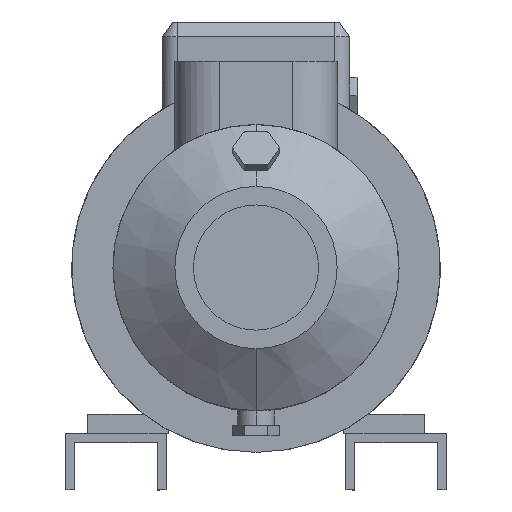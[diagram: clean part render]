
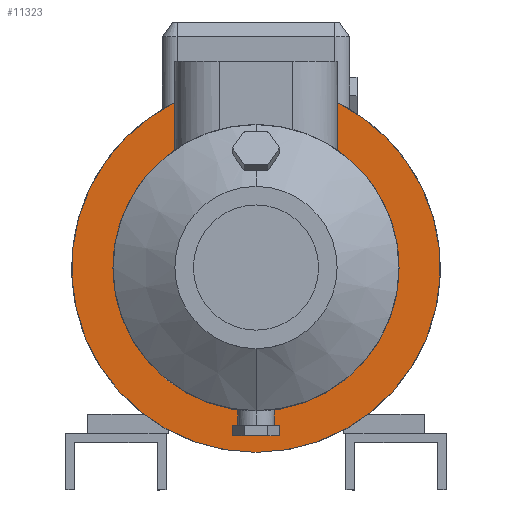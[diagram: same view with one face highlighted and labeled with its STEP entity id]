
A CAD part, top view. The second image highlights one B-rep face of the part: STEP entity #11323.
In plain terms, the highlighted planar face has unit normal (0, 0, 1).
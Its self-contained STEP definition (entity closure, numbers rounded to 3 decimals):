
#188 = VERTEX_POINT ( 'NONE', #3883 ) ;
#397 = VERTEX_POINT ( 'NONE', #5992 ) ;
#693 = CIRCLE ( 'NONE', #2207, 125. ) ;
#771 = AXIS2_PLACEMENT_3D ( 'NONE', #7722, #10461, #4899 ) ;
#864 = LINE ( 'NONE', #8056, #10707 ) ;
#1081 = CARTESIAN_POINT ( 'NONE',  ( 0., -97., -58. ) ) ;
#1245 = ORIENTED_EDGE ( 'NONE', *, *, #10933, .T. ) ;
#1920 = DIRECTION ( 'NONE',  ( 0., 0., -1. ) ) ;
#2097 = PLANE ( 'NONE',  #3143 ) ;
#2207 = AXIS2_PLACEMENT_3D ( 'NONE', #7954, #3507, #3393 ) ;
#2337 = DIRECTION ( 'NONE',  ( 0., 1., 0. ) ) ;
#3115 = AXIS2_PLACEMENT_3D ( 'NONE', #3182, #9587, #2337 ) ;
#3143 = AXIS2_PLACEMENT_3D ( 'NONE', #9408, #7022, #9711 ) ;
#3182 = CARTESIAN_POINT ( 'NONE',  ( 0., 0., -58. ) ) ;
#3256 = EDGE_CURVE ( 'NONE', #188, #6115, #3622, .T. ) ;
#3393 = DIRECTION ( 'NONE',  ( 0., 1., 0. ) ) ;
#3507 = DIRECTION ( 'NONE',  ( 0., 0., -1. ) ) ;
#3539 = EDGE_LOOP ( 'NONE', ( #8775, #11487, #11814, #3711, #1245, #9603 ) ) ;
#3622 = CIRCLE ( 'NONE', #10316, 97. ) ;
#3711 = ORIENTED_EDGE ( 'NONE', *, *, #8355, .T. ) ;
#3876 = CIRCLE ( 'NONE', #3115, 97. ) ;
#3883 = CARTESIAN_POINT ( 'NONE',  ( 55., 79.9, -58. ) ) ;
#4299 = CARTESIAN_POINT ( 'NONE',  ( 55., 112.25, -58. ) ) ;
#4899 = DIRECTION ( 'NONE',  ( 0., 1., 0. ) ) ;
#5062 = EDGE_CURVE ( 'NONE', #5225, #8037, #5931, .T. ) ;
#5225 = VERTEX_POINT ( 'NONE', #4299 ) ;
#5518 = CARTESIAN_POINT ( 'NONE',  ( 0., 0., -58. ) ) ;
#5716 = EDGE_CURVE ( 'NONE', #188, #5225, #864, .T. ) ;
#5931 = CIRCLE ( 'NONE', #771, 125. ) ;
#5992 = CARTESIAN_POINT ( 'NONE',  ( -55., 79.9, -58. ) ) ;
#6007 = CARTESIAN_POINT ( 'NONE',  ( -55., 112.25, -58. ) ) ;
#6115 = VERTEX_POINT ( 'NONE', #1081 ) ;
#6981 = DIRECTION ( 'NONE',  ( 0., 1., 0. ) ) ;
#7022 = DIRECTION ( 'NONE',  ( 0., 0., 1. ) ) ;
#7722 = CARTESIAN_POINT ( 'NONE',  ( 0., 0., -58. ) ) ;
#7954 = CARTESIAN_POINT ( 'NONE',  ( 0., 0., -58. ) ) ;
#8037 = VERTEX_POINT ( 'NONE', #8603 ) ;
#8056 = CARTESIAN_POINT ( 'NONE',  ( 55., -125.002, -58. ) ) ;
#8355 = EDGE_CURVE ( 'NONE', #6115, #397, #3876, .T. ) ;
#8603 = CARTESIAN_POINT ( 'NONE',  ( 0., -125., -58. ) ) ;
#8775 = ORIENTED_EDGE ( 'NONE', *, *, #5062, .F. ) ;
#9113 = DIRECTION ( 'NONE',  ( 0., 1., 0. ) ) ;
#9408 = CARTESIAN_POINT ( 'NONE',  ( 0., 97., -58. ) ) ;
#9587 = DIRECTION ( 'NONE',  ( 0., 0., -1. ) ) ;
#9603 = ORIENTED_EDGE ( 'NONE', *, *, #10513, .F. ) ;
#9647 = VECTOR ( 'NONE', #6981, 1000. ) ;
#9711 = DIRECTION ( 'NONE',  ( 0., -1., 0. ) ) ;
#10075 = DIRECTION ( 'NONE',  ( 0., 1., 0. ) ) ;
#10304 = FACE_OUTER_BOUND ( 'NONE', #3539, .T. ) ;
#10316 = AXIS2_PLACEMENT_3D ( 'NONE', #5518, #1920, #9113 ) ;
#10461 = DIRECTION ( 'NONE',  ( 0., 0., -1. ) ) ;
#10513 = EDGE_CURVE ( 'NONE', #8037, #11351, #693, .T. ) ;
#10707 = VECTOR ( 'NONE', #10075, 1000. ) ;
#10933 = EDGE_CURVE ( 'NONE', #397, #11351, #11444, .T. ) ;
#11323 = ADVANCED_FACE ( 'NONE', ( #10304 ), #2097, .T. ) ;
#11351 = VERTEX_POINT ( 'NONE', #6007 ) ;
#11444 = LINE ( 'NONE', #11506, #9647 ) ;
#11487 = ORIENTED_EDGE ( 'NONE', *, *, #5716, .F. ) ;
#11506 = CARTESIAN_POINT ( 'NONE',  ( -55., -125.002, -58. ) ) ;
#11814 = ORIENTED_EDGE ( 'NONE', *, *, #3256, .T. ) ;
